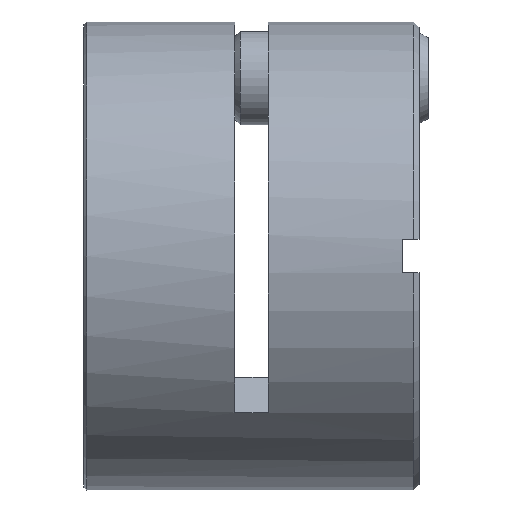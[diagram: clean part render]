
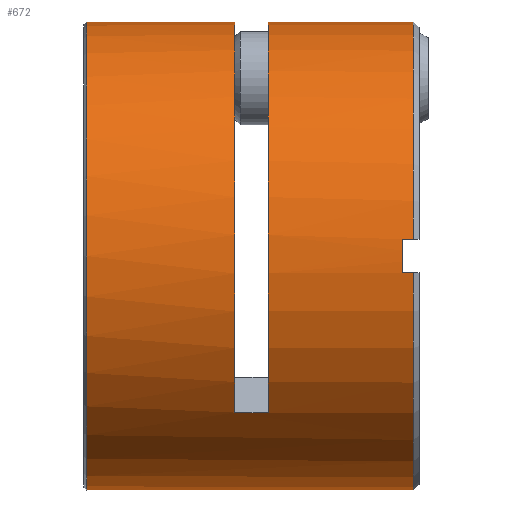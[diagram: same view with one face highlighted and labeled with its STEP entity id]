
A CAD part, front view. The second image highlights one B-rep face of the part: STEP entity #672.
In plain terms, the highlighted cylindrical face has radius 12.5 mm (diameter 25 mm), a partial arc.
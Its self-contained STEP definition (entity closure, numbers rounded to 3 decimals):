
#22 = CARTESIAN_POINT ( 'NONE',  ( 0.895, -9.289, -8.364 ) ) ;
#71 = DIRECTION ( 'NONE',  ( -1., 0., 0. ) ) ;
#94 = VERTEX_POINT ( 'NONE', #1301 ) ;
#121 = CARTESIAN_POINT ( 'NONE',  ( 8.65, 0., 0. ) ) ;
#135 = AXIS2_PLACEMENT_3D ( 'NONE', #1189, #744, #966 ) ;
#138 = DIRECTION ( 'NONE',  ( 1., 0., 0. ) ) ;
#140 = EDGE_CURVE ( 'NONE', #1237, #244, #528, .T. ) ;
#158 = DIRECTION ( 'NONE',  ( -1., 0., 0. ) ) ;
#172 = CARTESIAN_POINT ( 'NONE',  ( 8.65, 0., 0. ) ) ;
#190 = CARTESIAN_POINT ( 'NONE',  ( -0.895, -9.289, -8.364 ) ) ;
#227 = CARTESIAN_POINT ( 'NONE',  ( 8.95, 0., 12.5 ) ) ;
#238 = VERTEX_POINT ( 'NONE', #1412 ) ;
#244 = VERTEX_POINT ( 'NONE', #443 ) ;
#262 = CARTESIAN_POINT ( 'NONE',  ( 0.895, 0., 0. ) ) ;
#267 = CIRCLE ( 'NONE', #135, 12.5 ) ;
#279 = LINE ( 'NONE', #828, #415 ) ;
#280 = ORIENTED_EDGE ( 'NONE', *, *, #863, .T. ) ;
#300 = LINE ( 'NONE', #635, #1157 ) ;
#309 = DIRECTION ( 'NONE',  ( -1., 0., 0. ) ) ;
#311 = EDGE_CURVE ( 'NONE', #244, #94, #267, .T. ) ;
#341 = VECTOR ( 'NONE', #1389, 1000. ) ;
#353 = DIRECTION ( 'NONE',  ( -1., 0., 0. ) ) ;
#369 = ORIENTED_EDGE ( 'NONE', *, *, #1249, .T. ) ;
#383 = VERTEX_POINT ( 'NONE', #1277 ) ;
#415 = VECTOR ( 'NONE', #515, 1000. ) ;
#416 = CARTESIAN_POINT ( 'NONE',  ( 8.65, 0., -12.5 ) ) ;
#421 = DIRECTION ( 'NONE',  ( 0., 0., 1. ) ) ;
#430 = EDGE_CURVE ( 'NONE', #834, #1033, #599, .T. ) ;
#441 = AXIS2_PLACEMENT_3D ( 'NONE', #1078, #309, #756 ) ;
#442 = AXIS2_PLACEMENT_3D ( 'NONE', #262, #565, #444 ) ;
#443 = CARTESIAN_POINT ( 'NONE',  ( 8.055, -12.468, -0.895 ) ) ;
#444 = DIRECTION ( 'NONE',  ( 0., 0., 1. ) ) ;
#464 = CIRCLE ( 'NONE', #848, 12.5 ) ;
#472 = LINE ( 'NONE', #227, #1264 ) ;
#489 = CIRCLE ( 'NONE', #442, 12.5 ) ;
#515 = DIRECTION ( 'NONE',  ( -1., 0., 0. ) ) ;
#528 = LINE ( 'NONE', #724, #1133 ) ;
#535 = CARTESIAN_POINT ( 'NONE',  ( 8.65, -12.468, -0.895 ) ) ;
#537 = CIRCLE ( 'NONE', #1038, 12.5 ) ;
#548 = ORIENTED_EDGE ( 'NONE', *, *, #905, .T. ) ;
#565 = DIRECTION ( 'NONE',  ( 1., 0., 0. ) ) ;
#590 = CARTESIAN_POINT ( 'NONE',  ( 8.65, 0., 12.5 ) ) ;
#593 = CARTESIAN_POINT ( 'NONE',  ( 8.95, 0., -12.5 ) ) ;
#597 = VECTOR ( 'NONE', #1144, 1000. ) ;
#598 = CARTESIAN_POINT ( 'NONE',  ( 8.95, -12.468, 0.895 ) ) ;
#599 = LINE ( 'NONE', #593, #341 ) ;
#635 = CARTESIAN_POINT ( 'NONE',  ( 8.95, -9.289, -8.364 ) ) ;
#649 = FACE_OUTER_BOUND ( 'NONE', #987, .T. ) ;
#667 = EDGE_CURVE ( 'NONE', #867, #238, #796, .T. ) ;
#672 = ADVANCED_FACE ( 'NONE', ( #649 ), #864, .T. ) ;
#678 = ORIENTED_EDGE ( 'NONE', *, *, #823, .T. ) ;
#681 = ORIENTED_EDGE ( 'NONE', *, *, #140, .T. ) ;
#709 = LINE ( 'NONE', #598, #597 ) ;
#723 = CARTESIAN_POINT ( 'NONE',  ( 8.65, -12.468, 0.895 ) ) ;
#724 = CARTESIAN_POINT ( 'NONE',  ( 8.95, -12.468, -0.895 ) ) ;
#744 = DIRECTION ( 'NONE',  ( -1., 0., 0. ) ) ;
#756 = DIRECTION ( 'NONE',  ( 0., 0., 1. ) ) ;
#770 = VERTEX_POINT ( 'NONE', #590 ) ;
#796 = CIRCLE ( 'NONE', #441, 12.5 ) ;
#797 = VERTEX_POINT ( 'NONE', #723 ) ;
#809 = DIRECTION ( 'NONE',  ( 0., 0., 1. ) ) ;
#823 = EDGE_CURVE ( 'NONE', #770, #383, #279, .T. ) ;
#828 = CARTESIAN_POINT ( 'NONE',  ( 8.95, 0., 12.5 ) ) ;
#834 = VERTEX_POINT ( 'NONE', #416 ) ;
#848 = AXIS2_PLACEMENT_3D ( 'NONE', #121, #158, #809 ) ;
#861 = ORIENTED_EDGE ( 'NONE', *, *, #430, .F. ) ;
#863 = EDGE_CURVE ( 'NONE', #959, #867, #300, .T. ) ;
#864 = CYLINDRICAL_SURFACE ( 'NONE', #970, 12.5 ) ;
#867 = VERTEX_POINT ( 'NONE', #190 ) ;
#895 = CARTESIAN_POINT ( 'NONE',  ( -8.8, 0., 0. ) ) ;
#905 = EDGE_CURVE ( 'NONE', #383, #959, #489, .T. ) ;
#916 = EDGE_CURVE ( 'NONE', #834, #1237, #464, .T. ) ;
#941 = VERTEX_POINT ( 'NONE', #1268 ) ;
#950 = EDGE_CURVE ( 'NONE', #94, #797, #709, .T. ) ;
#959 = VERTEX_POINT ( 'NONE', #22 ) ;
#963 = DIRECTION ( 'NONE',  ( -1., 0., 0. ) ) ;
#966 = DIRECTION ( 'NONE',  ( 0., 0., 1. ) ) ;
#970 = AXIS2_PLACEMENT_3D ( 'NONE', #1090, #972, #421 ) ;
#972 = DIRECTION ( 'NONE',  ( -1., 0., 0. ) ) ;
#987 = EDGE_LOOP ( 'NONE', ( #861, #991, #681, #1120, #1413, #1223, #678, #548, #280, #1188, #1017, #369 ) ) ;
#991 = ORIENTED_EDGE ( 'NONE', *, *, #916, .T. ) ;
#1008 = DIRECTION ( 'NONE',  ( 0., 0., 1. ) ) ;
#1017 = ORIENTED_EDGE ( 'NONE', *, *, #1316, .T. ) ;
#1033 = VERTEX_POINT ( 'NONE', #1281 ) ;
#1038 = AXIS2_PLACEMENT_3D ( 'NONE', #172, #71, #1162 ) ;
#1060 = EDGE_CURVE ( 'NONE', #797, #770, #537, .T. ) ;
#1078 = CARTESIAN_POINT ( 'NONE',  ( -0.895, 0., 0. ) ) ;
#1090 = CARTESIAN_POINT ( 'NONE',  ( 8.95, 0., 0. ) ) ;
#1100 = CIRCLE ( 'NONE', #1289, 12.5 ) ;
#1120 = ORIENTED_EDGE ( 'NONE', *, *, #311, .T. ) ;
#1133 = VECTOR ( 'NONE', #1291, 1000. ) ;
#1144 = DIRECTION ( 'NONE',  ( 1., 0., 0. ) ) ;
#1157 = VECTOR ( 'NONE', #963, 1000. ) ;
#1162 = DIRECTION ( 'NONE',  ( 0., 0., 1. ) ) ;
#1188 = ORIENTED_EDGE ( 'NONE', *, *, #667, .T. ) ;
#1189 = CARTESIAN_POINT ( 'NONE',  ( 8.055, 0., 0. ) ) ;
#1223 = ORIENTED_EDGE ( 'NONE', *, *, #1060, .T. ) ;
#1237 = VERTEX_POINT ( 'NONE', #535 ) ;
#1249 = EDGE_CURVE ( 'NONE', #941, #1033, #1100, .T. ) ;
#1264 = VECTOR ( 'NONE', #353, 1000. ) ;
#1268 = CARTESIAN_POINT ( 'NONE',  ( -8.8, 0., 12.5 ) ) ;
#1277 = CARTESIAN_POINT ( 'NONE',  ( 0.895, 0., 12.5 ) ) ;
#1281 = CARTESIAN_POINT ( 'NONE',  ( -8.8, 0., -12.5 ) ) ;
#1289 = AXIS2_PLACEMENT_3D ( 'NONE', #895, #138, #1008 ) ;
#1291 = DIRECTION ( 'NONE',  ( -1., 0., 0. ) ) ;
#1301 = CARTESIAN_POINT ( 'NONE',  ( 8.055, -12.468, 0.895 ) ) ;
#1316 = EDGE_CURVE ( 'NONE', #238, #941, #472, .T. ) ;
#1389 = DIRECTION ( 'NONE',  ( -1., 0., 0. ) ) ;
#1412 = CARTESIAN_POINT ( 'NONE',  ( -0.895, 0., 12.5 ) ) ;
#1413 = ORIENTED_EDGE ( 'NONE', *, *, #950, .T. ) ;
